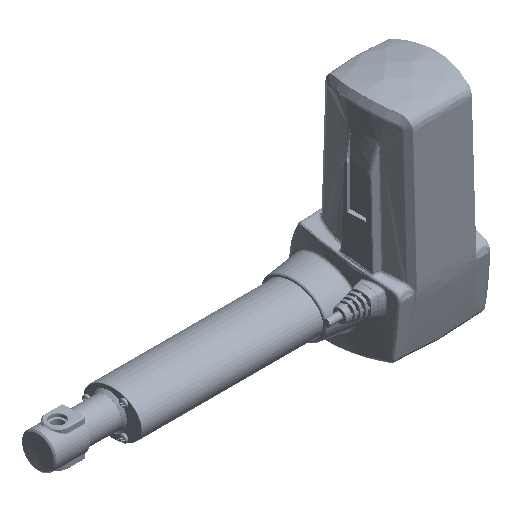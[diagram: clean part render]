
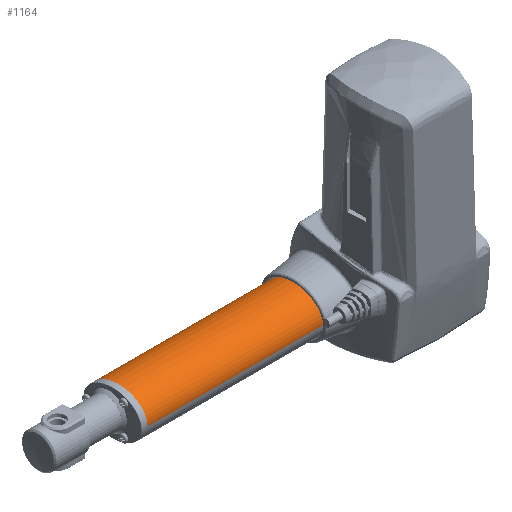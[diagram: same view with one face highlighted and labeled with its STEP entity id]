
A CAD part, isometric view. The second image highlights one B-rep face of the part: STEP entity #1164.
In plain terms, the highlighted free-form (B-spline) face has degree [3, 1] with [4, 2] control points.
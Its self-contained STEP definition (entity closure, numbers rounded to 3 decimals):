
#1164 = ADVANCED_FACE ( 'NONE', ( #80042 ), #144001, .F. ) ;
#3478 = CARTESIAN_POINT ( 'NONE',  ( 0., 200., -28. ) ) ;
#8420 = VECTOR ( 'NONE', #151841, 1000. ) ;
#9844 = ORIENTED_EDGE ( 'NONE', *, *, #150520, .F. ) ;
#13693 = LINE ( 'NONE', #34725, #8420 ) ;
#19522 = CARTESIAN_POINT ( 'NONE',  ( 0., 0., 22. ) ) ;
#21904 = CARTESIAN_POINT ( 'NONE',  ( 0., 200., -28. ) ) ;
#30162 = CARTESIAN_POINT ( 'NONE',  ( 0., 0., 22. ) ) ;
#30323 = CARTESIAN_POINT ( 'NONE',  ( 0., 0., -28. ) ) ;
#31837 = CARTESIAN_POINT ( 'NONE',  ( 38., 200., 22. ) ) ;
#34725 = CARTESIAN_POINT ( 'NONE',  ( 0., 200., 22. ) ) ;
#35735 = EDGE_CURVE ( 'NONE', #89079, #188834, #48715, .T. ) ;
#48646 = CARTESIAN_POINT ( 'NONE',  ( 38., 200., -28. ) ) ;
#48715 =( BOUNDED_CURVE ( )  B_SPLINE_CURVE ( 3, ( #30162, #213812, #145779, #147259 ),
 .UNSPECIFIED., .F., .F. ) 
 B_SPLINE_CURVE_WITH_KNOTS ( ( 4, 4 ),
 ( 3.142, 6.283 ),
 .UNSPECIFIED. ) 
 CURVE ( )  GEOMETRIC_REPRESENTATION_ITEM ( )  RATIONAL_B_SPLINE_CURVE ( ( 1., 0.333, 0.333, 1. ) ) 
 REPRESENTATION_ITEM ( '' )  );
#65468 = CARTESIAN_POINT ( 'NONE',  ( 0., 200., -28. ) ) ;
#80042 = FACE_OUTER_BOUND ( 'NONE', #168083, .T. ) ;
#89079 = VERTEX_POINT ( 'NONE', #19522 ) ;
#98666 = CARTESIAN_POINT ( 'NONE',  ( 0., 200., 22. ) ) ;
#103684 = DIRECTION ( 'NONE',  ( 0., -1., 0. ) ) ;
#105971 = EDGE_CURVE ( 'NONE', #137175, #188834, #175542, .T. ) ;
#115232 = CARTESIAN_POINT ( 'NONE',  ( 0., 200., -28. ) ) ;
#122124 = CARTESIAN_POINT ( 'NONE',  ( 38., 200., -28. ) ) ;
#124193 = EDGE_CURVE ( 'NONE', #170385, #89079, #13693, .T. ) ;
#124900 =( BOUNDED_CURVE ( )  B_SPLINE_CURVE ( 3, ( #168925, #188782, #122124, #21904 ),
 .UNSPECIFIED., .F., .F. ) 
 B_SPLINE_CURVE_WITH_KNOTS ( ( 4, 4 ),
 ( 3.142, 6.283 ),
 .UNSPECIFIED. ) 
 CURVE ( )  GEOMETRIC_REPRESENTATION_ITEM ( )  RATIONAL_B_SPLINE_CURVE ( ( 1., 0.333, 0.333, 1. ) ) 
 REPRESENTATION_ITEM ( '' )  );
#126382 = ORIENTED_EDGE ( 'NONE', *, *, #105971, .F. ) ;
#131046 = VECTOR ( 'NONE', #103684, 1000. ) ;
#137175 = VERTEX_POINT ( 'NONE', #115232 ) ;
#144001 =( BOUNDED_SURFACE ( )  B_SPLINE_SURFACE ( 3, 1, ( 
 ( #181872, #198699 ),
 ( #31837, #148929 ),
 ( #48646, #165732 ),
 ( #65468, #182569 ) ),
 .UNSPECIFIED., .F., .F., .F. ) 
 B_SPLINE_SURFACE_WITH_KNOTS ( ( 4, 4 ),
 ( 2, 2 ),
 ( 0., 1. ),
 ( 0., 1. ),
 .UNSPECIFIED. ) 
 GEOMETRIC_REPRESENTATION_ITEM ( )  RATIONAL_B_SPLINE_SURFACE ( (
 ( 1., 1.),
 ( 0.333, 0.333),
 ( 0.333, 0.333),
 ( 1., 1.) ) ) 
 REPRESENTATION_ITEM ( '' )  SURFACE ( )  );
#145779 = CARTESIAN_POINT ( 'NONE',  ( 38., 0., -28. ) ) ;
#147259 = CARTESIAN_POINT ( 'NONE',  ( 0., 0., -28. ) ) ;
#148929 = CARTESIAN_POINT ( 'NONE',  ( 38., 0., 22. ) ) ;
#150520 = EDGE_CURVE ( 'NONE', #170385, #137175, #124900, .T. ) ;
#151841 = DIRECTION ( 'NONE',  ( 0., -1., 0. ) ) ;
#165732 = CARTESIAN_POINT ( 'NONE',  ( 38., 0., -28. ) ) ;
#168083 = EDGE_LOOP ( 'NONE', ( #9844, #215981, #213306, #126382 ) ) ;
#168925 = CARTESIAN_POINT ( 'NONE',  ( 0., 200., 22. ) ) ;
#170385 = VERTEX_POINT ( 'NONE', #98666 ) ;
#175542 = LINE ( 'NONE', #3478, #131046 ) ;
#181872 = CARTESIAN_POINT ( 'NONE',  ( 0., 200., 22. ) ) ;
#182569 = CARTESIAN_POINT ( 'NONE',  ( 0., 0., -28. ) ) ;
#188782 = CARTESIAN_POINT ( 'NONE',  ( 38., 200., 22. ) ) ;
#188834 = VERTEX_POINT ( 'NONE', #30323 ) ;
#198699 = CARTESIAN_POINT ( 'NONE',  ( 0., 0., 22. ) ) ;
#213306 = ORIENTED_EDGE ( 'NONE', *, *, #35735, .T. ) ;
#213812 = CARTESIAN_POINT ( 'NONE',  ( 38., 0., 22. ) ) ;
#215981 = ORIENTED_EDGE ( 'NONE', *, *, #124193, .T. ) ;
